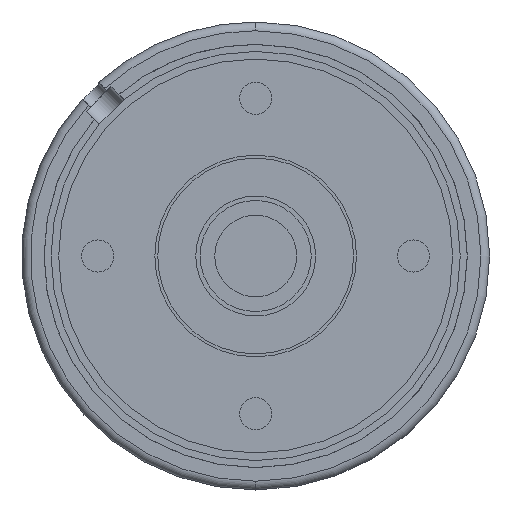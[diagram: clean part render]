
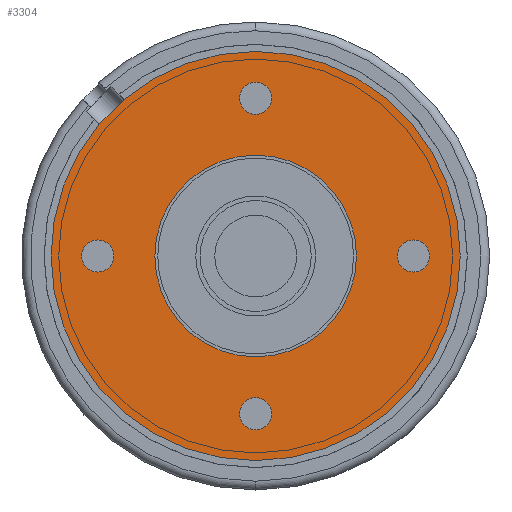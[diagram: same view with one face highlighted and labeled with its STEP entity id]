
A CAD part, front view. The second image highlights one B-rep face of the part: STEP entity #3304.
In plain terms, the highlighted planar face has unit normal (0, -1, 0).
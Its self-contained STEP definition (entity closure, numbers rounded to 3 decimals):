
#45 = EDGE_CURVE ( 'NONE', #1704, #1659, #3086, .T. ) ;
#118 = ORIENTED_EDGE ( 'NONE', *, *, #2981, .F. ) ;
#119 = ORIENTED_EDGE ( 'NONE', *, *, #1384, .F. ) ;
#121 = ORIENTED_EDGE ( 'NONE', *, *, #2983, .F. ) ;
#123 = ORIENTED_EDGE ( 'NONE', *, *, #1380, .F. ) ;
#184 = ORIENTED_EDGE ( 'NONE', *, *, #2980, .F. ) ;
#185 = EDGE_CURVE ( 'NONE', #1659, #1704, #3087, .T. ) ;
#186 = ORIENTED_EDGE ( 'NONE', *, *, #3264, .F. ) ;
#187 = ORIENTED_EDGE ( 'NONE', *, *, #2982, .F. ) ;
#188 = ORIENTED_EDGE ( 'NONE', *, *, #1376, .F. ) ;
#189 = ORIENTED_EDGE ( 'NONE', *, *, #1382, .F. ) ;
#190 = ORIENTED_EDGE ( 'NONE', *, *, #185, .T. ) ;
#191 = ORIENTED_EDGE ( 'NONE', *, *, #2984, .F. ) ;
#192 = ORIENTED_EDGE ( 'NONE', *, *, #45, .T. ) ;
#654 = VERTEX_POINT ( 'NONE', #1097 ) ;
#656 = VERTEX_POINT ( 'NONE', #1099 ) ;
#787 = CARTESIAN_POINT ( 'NONE',  ( 0., 0., 0. ) ) ;
#788 = DIRECTION ( 'NONE',  ( 0., 1., 0. ) ) ;
#789 = DIRECTION ( 'NONE',  ( 0., 0., 1. ) ) ;
#1015 = CARTESIAN_POINT ( 'NONE',  ( 0., 0., 0. ) ) ;
#1016 = DIRECTION ( 'NONE',  ( 0., 1., 0. ) ) ;
#1017 = DIRECTION ( 'NONE',  ( 0., 0., 1. ) ) ;
#1097 = CARTESIAN_POINT ( 'NONE',  ( 27., 0., -2.75 ) ) ;
#1099 = CARTESIAN_POINT ( 'NONE',  ( 0., 0., -35. ) ) ;
#1376 = EDGE_CURVE ( 'NONE', #1683, #656, #4771, .T. ) ;
#1380 = EDGE_CURVE ( 'NONE', #1672, #654, #4454, .T. ) ;
#1382 = EDGE_CURVE ( 'NONE', #1642, #1733, #4450, .T. ) ;
#1384 = EDGE_CURVE ( 'NONE', #1698, #1729, #4446, .T. ) ;
#1642 = VERTEX_POINT ( 'NONE', #3373 ) ;
#1659 = VERTEX_POINT ( 'NONE', #3390 ) ;
#1663 = VERTEX_POINT ( 'NONE', #3394 ) ;
#1672 = VERTEX_POINT ( 'NONE', #3403 ) ;
#1683 = VERTEX_POINT ( 'NONE', #3414 ) ;
#1698 = VERTEX_POINT ( 'NONE', #3429 ) ;
#1704 = VERTEX_POINT ( 'NONE', #3435 ) ;
#1719 = VERTEX_POINT ( 'NONE', #3450 ) ;
#1729 = VERTEX_POINT ( 'NONE', #3460 ) ;
#1733 = VERTEX_POINT ( 'NONE', #3464 ) ;
#1909 = CIRCLE ( 'NONE', #1918, 2.75 ) ;
#1918 = AXIS2_PLACEMENT_3D ( 'NONE', #4018, #4019, #4020 ) ;
#1991 = AXIS2_PLACEMENT_3D ( 'NONE', #4213, #4214, #4215 ) ;
#2238 = CARTESIAN_POINT ( 'NONE',  ( 0., 0., 0. ) ) ;
#2239 = DIRECTION ( 'NONE',  ( 0., 1., 0. ) ) ;
#2240 = DIRECTION ( 'NONE',  ( 0., 0., 1. ) ) ;
#2247 = CARTESIAN_POINT ( 'NONE',  ( 27., 0., 0. ) ) ;
#2248 = DIRECTION ( 'NONE',  ( 0., -1., 0. ) ) ;
#2249 = DIRECTION ( 'NONE',  ( 0., 0., -1. ) ) ;
#2255 = CARTESIAN_POINT ( 'NONE',  ( -27., 0., 0. ) ) ;
#2256 = DIRECTION ( 'NONE',  ( 0., -1., 0. ) ) ;
#2257 = DIRECTION ( 'NONE',  ( 0., 0., -1. ) ) ;
#2261 = CARTESIAN_POINT ( 'NONE',  ( 0., 0., -27. ) ) ;
#2262 = DIRECTION ( 'NONE',  ( 0., -1., 0. ) ) ;
#2263 = DIRECTION ( 'NONE',  ( 0., 0., -1. ) ) ;
#2980 = EDGE_CURVE ( 'NONE', #1663, #1719, #4752, .T. ) ;
#2981 = EDGE_CURVE ( 'NONE', #1729, #1698, #4737, .T. ) ;
#2982 = EDGE_CURVE ( 'NONE', #1733, #1642, #4915, .T. ) ;
#2983 = EDGE_CURVE ( 'NONE', #654, #1672, #4932, .T. ) ;
#2984 = EDGE_CURVE ( 'NONE', #656, #1683, #4927, .T. ) ;
#3082 = AXIS2_PLACEMENT_3D ( 'NONE', #1015, #1016, #1017 ) ;
#3086 = CIRCLE ( 'NONE', #3153, 17.25 ) ;
#3087 = CIRCLE ( 'NONE', #3082, 17.25 ) ;
#3153 = AXIS2_PLACEMENT_3D ( 'NONE', #787, #788, #789 ) ;
#3264 = EDGE_CURVE ( 'NONE', #1719, #1663, #1909, .T. ) ;
#3304 = ADVANCED_FACE ( 'PLANAR_8', ( #4206, #4208, #4210, #4212, #4205, #4207 ), #4209, .F. ) ;
#3373 = CARTESIAN_POINT ( 'NONE',  ( -27., 0., 2.75 ) ) ;
#3390 = CARTESIAN_POINT ( 'NONE',  ( 0., 0., 17.25 ) ) ;
#3394 = CARTESIAN_POINT ( 'NONE',  ( 0., 0., 24.25 ) ) ;
#3403 = CARTESIAN_POINT ( 'NONE',  ( 27., 0., 2.75 ) ) ;
#3414 = CARTESIAN_POINT ( 'NONE',  ( 0., 0., 35. ) ) ;
#3429 = CARTESIAN_POINT ( 'NONE',  ( 0., 0., -24.25 ) ) ;
#3435 = CARTESIAN_POINT ( 'NONE',  ( 0., 0., -17.25 ) ) ;
#3450 = CARTESIAN_POINT ( 'NONE',  ( 0., 0., 29.75 ) ) ;
#3460 = CARTESIAN_POINT ( 'NONE',  ( 0., 0., -29.75 ) ) ;
#3464 = CARTESIAN_POINT ( 'NONE',  ( -27., 0., -2.75 ) ) ;
#3740 = CARTESIAN_POINT ( 'NONE',  ( 0., 0., 27. ) ) ;
#3741 = DIRECTION ( 'NONE',  ( 0., -1., 0. ) ) ;
#3742 = DIRECTION ( 'NONE',  ( 0., 0., -1. ) ) ;
#3743 = CARTESIAN_POINT ( 'NONE',  ( 0., 0., -27. ) ) ;
#3744 = DIRECTION ( 'NONE',  ( 0., -1., 0. ) ) ;
#3745 = DIRECTION ( 'NONE',  ( 0., 0., -1. ) ) ;
#3746 = CARTESIAN_POINT ( 'NONE',  ( -27., 0., 0. ) ) ;
#3747 = DIRECTION ( 'NONE',  ( 0., -1., 0. ) ) ;
#3748 = DIRECTION ( 'NONE',  ( 0., 0., -1. ) ) ;
#3749 = CARTESIAN_POINT ( 'NONE',  ( 27., 0., 0. ) ) ;
#3750 = DIRECTION ( 'NONE',  ( 0., -1., 0. ) ) ;
#3751 = DIRECTION ( 'NONE',  ( 0., 0., -1. ) ) ;
#3752 = CARTESIAN_POINT ( 'NONE',  ( 0., 0., 0. ) ) ;
#3753 = DIRECTION ( 'NONE',  ( 0., 1., 0. ) ) ;
#3754 = DIRECTION ( 'NONE',  ( 0., 0., 1. ) ) ;
#4018 = CARTESIAN_POINT ( 'NONE',  ( 0., 0., 27. ) ) ;
#4019 = DIRECTION ( 'NONE',  ( 0., -1., 0. ) ) ;
#4020 = DIRECTION ( 'NONE',  ( 0., 0., -1. ) ) ;
#4205 = FACE_OUTER_BOUND ( 'NONE', #5175, .T. ) ;
#4206 = FACE_BOUND ( 'NONE', #4951, .T. ) ;
#4207 = FACE_BOUND ( 'NONE', #4988, .T. ) ;
#4208 = FACE_BOUND ( 'NONE', #5028, .T. ) ;
#4209 = PLANE ( 'NONE',  #1991 ) ;
#4210 = FACE_BOUND ( 'NONE', #4958, .T. ) ;
#4212 = FACE_BOUND ( 'NONE', #5461, .T. ) ;
#4213 = CARTESIAN_POINT ( 'NONE',  ( 35., 0., 0. ) ) ;
#4214 = DIRECTION ( 'NONE',  ( 0., 1., 0. ) ) ;
#4215 = DIRECTION ( 'NONE',  ( 0., 0., 1. ) ) ;
#4389 = AXIS2_PLACEMENT_3D ( 'NONE', #2238, #2239, #2240 ) ;
#4444 = AXIS2_PLACEMENT_3D ( 'NONE', #2261, #2262, #2263 ) ;
#4446 = CIRCLE ( 'NONE', #4444, 2.75 ) ;
#4447 = AXIS2_PLACEMENT_3D ( 'NONE', #2255, #2256, #2257 ) ;
#4449 = AXIS2_PLACEMENT_3D ( 'NONE', #2247, #2248, #2249 ) ;
#4450 = CIRCLE ( 'NONE', #4447, 2.75 ) ;
#4454 = CIRCLE ( 'NONE', #4449, 2.75 ) ;
#4737 = CIRCLE ( 'NONE', #4929, 2.75 ) ;
#4749 = AXIS2_PLACEMENT_3D ( 'NONE', #3752, #3753, #3754 ) ;
#4752 = CIRCLE ( 'NONE', #4925, 2.75 ) ;
#4771 = CIRCLE ( 'NONE', #4389, 35. ) ;
#4906 = AXIS2_PLACEMENT_3D ( 'NONE', #3746, #3747, #3748 ) ;
#4915 = CIRCLE ( 'NONE', #4906, 2.75 ) ;
#4920 = AXIS2_PLACEMENT_3D ( 'NONE', #3749, #3750, #3751 ) ;
#4925 = AXIS2_PLACEMENT_3D ( 'NONE', #3740, #3741, #3742 ) ;
#4927 = CIRCLE ( 'NONE', #4749, 35. ) ;
#4929 = AXIS2_PLACEMENT_3D ( 'NONE', #3743, #3744, #3745 ) ;
#4932 = CIRCLE ( 'NONE', #4920, 2.75 ) ;
#4951 = EDGE_LOOP ( 'NONE', ( #184, #186 ) ) ;
#4958 = EDGE_LOOP ( 'NONE', ( #187, #189 ) ) ;
#4988 = EDGE_LOOP ( 'NONE', ( #190, #192 ) ) ;
#5028 = EDGE_LOOP ( 'NONE', ( #118, #119 ) ) ;
#5175 = EDGE_LOOP ( 'NONE', ( #188, #191 ) ) ;
#5461 = EDGE_LOOP ( 'NONE', ( #121, #123 ) ) ;
